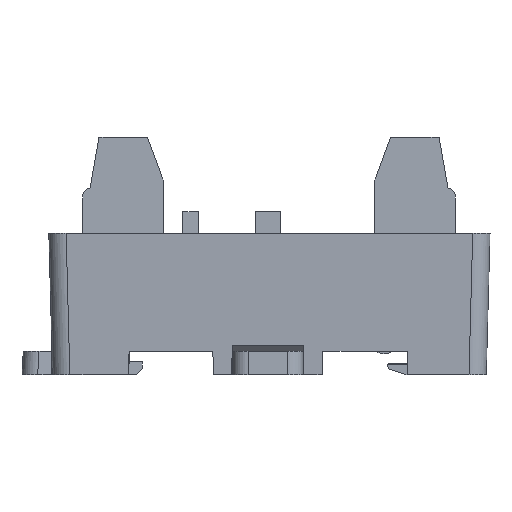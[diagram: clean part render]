
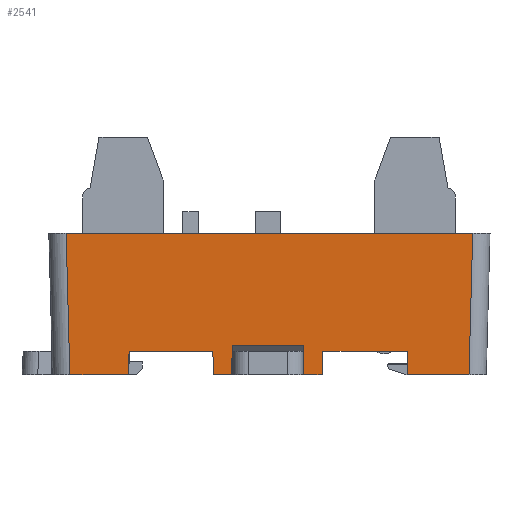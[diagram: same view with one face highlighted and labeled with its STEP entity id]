
A CAD part, left-side view. The second image highlights one B-rep face of the part: STEP entity #2541.
In plain terms, the highlighted planar face has unit normal (-1, 0, -0.026).
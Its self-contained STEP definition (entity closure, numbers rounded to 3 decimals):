
#1576=FACE_OUTER_BOUND('',#4880,.T.);
#2541=ADVANCED_FACE('',(#1576),#3547,.T.);
#3547=PLANE('',#19379);
#4880=EDGE_LOOP('',(#6692,#6693,#6694,#6695,#6696,#6697,#6698,#6699,#6700,
#6701,#6702,#6703,#6704,#6705,#6706,#6707));
#6692=ORIENTED_EDGE('',*,*,#12776,.T.);
#6693=ORIENTED_EDGE('',*,*,#13032,.F.);
#6694=ORIENTED_EDGE('',*,*,#13033,.T.);
#6695=ORIENTED_EDGE('',*,*,#13034,.F.);
#6696=ORIENTED_EDGE('',*,*,#13035,.T.);
#6697=ORIENTED_EDGE('',*,*,#13036,.F.);
#6698=ORIENTED_EDGE('',*,*,#13037,.T.);
#6699=ORIENTED_EDGE('',*,*,#13038,.T.);
#6700=ORIENTED_EDGE('',*,*,#12762,.T.);
#6701=ORIENTED_EDGE('',*,*,#13027,.T.);
#6702=ORIENTED_EDGE('',*,*,#12956,.T.);
#6703=ORIENTED_EDGE('',*,*,#13030,.T.);
#6704=ORIENTED_EDGE('',*,*,#12934,.F.);
#6705=ORIENTED_EDGE('',*,*,#13031,.T.);
#6706=ORIENTED_EDGE('',*,*,#12952,.T.);
#6707=ORIENTED_EDGE('',*,*,#12969,.F.);
#11125=VERTEX_POINT('',#26033);
#11126=VERTEX_POINT('',#26035);
#11139=VERTEX_POINT('',#26061);
#11140=VERTEX_POINT('',#26063);
#11252=VERTEX_POINT('',#26376);
#11253=VERTEX_POINT('',#26377);
#11263=VERTEX_POINT('',#26406);
#11264=VERTEX_POINT('',#26408);
#11267=VERTEX_POINT('',#26415);
#11268=VERTEX_POINT('',#26417);
#11305=VERTEX_POINT('',#26571);
#11306=VERTEX_POINT('',#26573);
#11307=VERTEX_POINT('',#26575);
#11308=VERTEX_POINT('',#26577);
#11309=VERTEX_POINT('',#26579);
#11310=VERTEX_POINT('',#26581);
#12762=EDGE_CURVE('',#11126,#11125,#15235,.T.);
#12776=EDGE_CURVE('',#11140,#11139,#15247,.T.);
#12934=EDGE_CURVE('',#11252,#11253,#15400,.T.);
#12952=EDGE_CURVE('',#11264,#11263,#15414,.T.);
#12956=EDGE_CURVE('',#11268,#11267,#15416,.T.);
#12969=EDGE_CURVE('',#11140,#11263,#15428,.T.);
#13027=EDGE_CURVE('',#11125,#11268,#15482,.T.);
#13030=EDGE_CURVE('',#11267,#11253,#15485,.T.);
#13031=EDGE_CURVE('',#11252,#11264,#15486,.T.);
#13032=EDGE_CURVE('',#11305,#11139,#15487,.T.);
#13033=EDGE_CURVE('',#11305,#11306,#15488,.T.);
#13034=EDGE_CURVE('',#11307,#11306,#15489,.T.);
#13035=EDGE_CURVE('',#11307,#11308,#15490,.T.);
#13036=EDGE_CURVE('',#11309,#11308,#15491,.T.);
#13037=EDGE_CURVE('',#11309,#11310,#15492,.T.);
#13038=EDGE_CURVE('',#11310,#11126,#15493,.T.);
#15235=LINE('',#26034,#17332);
#15247=LINE('',#26062,#17344);
#15400=LINE('',#26375,#17497);
#15414=LINE('',#26407,#17511);
#15416=LINE('',#26416,#17513);
#15428=LINE('',#26441,#17525);
#15482=LINE('',#26559,#17579);
#15485=LINE('',#26564,#17582);
#15486=LINE('',#26568,#17583);
#15487=LINE('',#26570,#17584);
#15488=LINE('',#26572,#17585);
#15489=LINE('',#26574,#17586);
#15490=LINE('',#26576,#17587);
#15491=LINE('',#26578,#17588);
#15492=LINE('',#26580,#17589);
#15493=LINE('',#26582,#17590);
#17332=VECTOR('',#20884,1.);
#17344=VECTOR('',#20900,1.);
#17497=VECTOR('',#21149,1.);
#17511=VECTOR('',#21175,1.);
#17513=VECTOR('',#21183,1.);
#17525=VECTOR('',#21203,1.);
#17579=VECTOR('',#21329,1.);
#17582=VECTOR('',#21336,1.);
#17583=VECTOR('',#21343,1.);
#17584=VECTOR('',#21346,1.);
#17585=VECTOR('',#21347,1.);
#17586=VECTOR('',#21348,1.);
#17587=VECTOR('',#21349,1.);
#17588=VECTOR('',#21350,1.);
#17589=VECTOR('',#21351,1.);
#17590=VECTOR('',#21352,1.);
#19379=AXIS2_PLACEMENT_3D('',#26583,#21353,#21354);
#20884=DIRECTION('',(0.,-1.,0.));
#20900=DIRECTION('',(0.,-1.,0.));
#21149=DIRECTION('',(0.,-1.,0.));
#21175=DIRECTION('',(0.,-1.,0.));
#21183=DIRECTION('',(0.,-1.,0.));
#21203=DIRECTION('',(0.026,0.017,-1.));
#21329=DIRECTION('',(0.026,-0.017,-1.));
#21336=DIRECTION('',(-0.026,-0.026,0.999));
#21343=DIRECTION('',(0.026,-0.026,-0.999));
#21346=DIRECTION('',(-0.026,0.035,0.999));
#21347=DIRECTION('',(0.,-1.,0.));
#21348=DIRECTION('',(0.026,0.009,-1.));
#21349=DIRECTION('',(0.,-1.,0.));
#21350=DIRECTION('',(-0.026,0.009,1.));
#21351=DIRECTION('',(0.,-1.,0.));
#21352=DIRECTION('',(-0.026,-0.035,0.999));
#21353=DIRECTION('',(-1.,0.,-0.026));
#21354=DIRECTION('',(0.026,0.,-1.));
#26033=CARTESIAN_POINT('',(9.543,502.449,175.));
#26034=CARTESIAN_POINT('',(9.543,520.199,175.));
#26035=CARTESIAN_POINT('',(9.543,513.199,175.));
#26061=CARTESIAN_POINT('',(9.543,527.199,175.));
#26062=CARTESIAN_POINT('',(9.543,520.199,175.));
#26063=CARTESIAN_POINT('',(9.543,537.849,175.));
#26375=CARTESIAN_POINT('',(9.15,519.699,190.));
#26376=CARTESIAN_POINT('',(9.15,545.85,190.));
#26377=CARTESIAN_POINT('',(9.15,494.148,190.));
#26406=CARTESIAN_POINT('',(9.621,537.901,172.));
#26407=CARTESIAN_POINT('',(9.621,520.199,172.));
#26408=CARTESIAN_POINT('',(9.621,545.378,172.));
#26415=CARTESIAN_POINT('',(9.621,494.62,172.));
#26416=CARTESIAN_POINT('',(9.621,519.699,172.));
#26417=CARTESIAN_POINT('',(9.621,502.397,172.));
#26441=CARTESIAN_POINT('',(9.574,537.87,173.796));
#26559=CARTESIAN_POINT('',(9.142,502.716,190.294));
#26564=CARTESIAN_POINT('',(9.167,494.166,189.34));
#26568=CARTESIAN_POINT('',(9.167,545.833,189.34));
#26570=CARTESIAN_POINT('',(9.574,527.157,173.798));
#26571=CARTESIAN_POINT('',(9.621,527.094,172.));
#26572=CARTESIAN_POINT('',(9.621,520.199,172.));
#26573=CARTESIAN_POINT('',(9.621,524.775,172.));
#26574=CARTESIAN_POINT('',(9.149,524.618,190.04));
#26575=CARTESIAN_POINT('',(9.524,524.743,175.726));
#26576=CARTESIAN_POINT('',(9.524,310.754,175.726));
#26577=CARTESIAN_POINT('',(9.524,515.655,175.726));
#26578=CARTESIAN_POINT('',(9.149,515.78,190.032));
#26579=CARTESIAN_POINT('',(9.621,515.623,172.));
#26580=CARTESIAN_POINT('',(9.621,520.199,172.));
#26581=CARTESIAN_POINT('',(9.621,513.304,172.));
#26582=CARTESIAN_POINT('',(9.157,512.684,189.753));
#26583=CARTESIAN_POINT('',(9.15,519.699,189.997));
